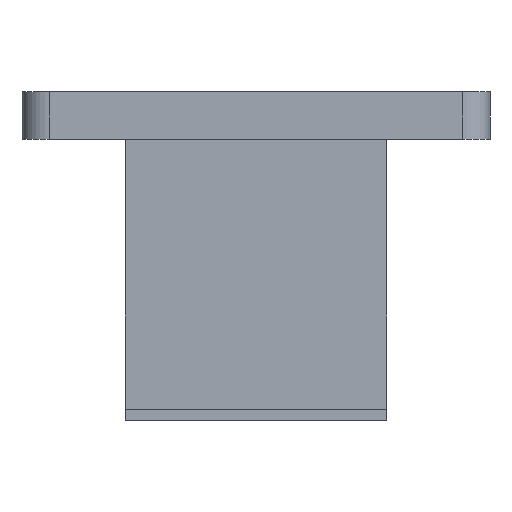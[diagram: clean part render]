
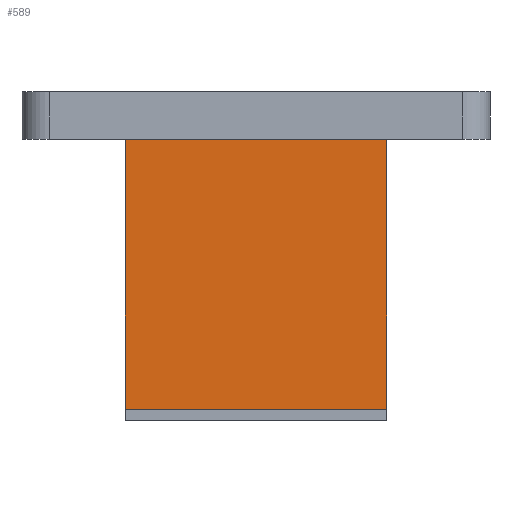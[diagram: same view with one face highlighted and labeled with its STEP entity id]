
A CAD part, front view. The second image highlights one B-rep face of the part: STEP entity #589.
In plain terms, the highlighted planar face has unit normal (0, -1, 0).
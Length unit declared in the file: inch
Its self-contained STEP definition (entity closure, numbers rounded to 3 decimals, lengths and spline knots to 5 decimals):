
#589 = ADVANCED_FACE ( 'NONE', ( #6023 ), #4431, .F. ) ;
#658 = DIRECTION ( 'NONE',  ( -1., 0., 0. ) ) ;
#770 = VECTOR ( 'NONE', #658, 39.37008 ) ;
#818 = CARTESIAN_POINT ( 'NONE',  ( 0.75, -0.37598, -1.82576 ) ) ;
#1315 = DIRECTION ( 'NONE',  ( -1., 0., 0. ) ) ;
#1410 = CARTESIAN_POINT ( 'NONE',  ( -0.75, -0.37598, -1.82576 ) ) ;
#1512 = CARTESIAN_POINT ( 'NONE',  ( -0.75, -0.37598, -5.45746 ) ) ;
#1665 = DIRECTION ( 'NONE',  ( 0., 0., 1. ) ) ;
#1848 = VECTOR ( 'NONE', #1315, 39.37008 ) ;
#1973 = DIRECTION ( 'NONE',  ( 0., 0., 1. ) ) ;
#2079 = ORIENTED_EDGE ( 'NONE', *, *, #3767, .T. ) ;
#2157 = ORIENTED_EDGE ( 'NONE', *, *, #3237, .T. ) ;
#2685 = LINE ( 'NONE', #1512, #3723 ) ;
#2712 = DIRECTION ( 'NONE',  ( 1., 0., 0. ) ) ;
#2837 = CARTESIAN_POINT ( 'NONE',  ( 0.75, -0.37598, -5.45746 ) ) ;
#3098 = ORIENTED_EDGE ( 'NONE', *, *, #3891, .F. ) ;
#3187 = CARTESIAN_POINT ( 'NONE',  ( -0.75, -0.37598, -0.275 ) ) ;
#3205 = CARTESIAN_POINT ( 'NONE',  ( 0.75, -0.37598, -1.82576 ) ) ;
#3211 = DIRECTION ( 'NONE',  ( 0., 1., 0. ) ) ;
#3237 = EDGE_CURVE ( 'NONE', #5064, #4936, #6614, .T. ) ;
#3275 = CARTESIAN_POINT ( 'NONE',  ( 0.75, -0.37598, -0.275 ) ) ;
#3354 = CARTESIAN_POINT ( 'NONE',  ( 0.75, -0.37598, -5.45746 ) ) ;
#3592 = LINE ( 'NONE', #818, #1848 ) ;
#3723 = VECTOR ( 'NONE', #1973, 39.37008 ) ;
#3767 = EDGE_CURVE ( 'NONE', #4763, #5064, #6537, .T. ) ;
#3891 = EDGE_CURVE ( 'NONE', #6426, #4936, #2685, .T. ) ;
#3973 = CARTESIAN_POINT ( 'NONE',  ( 0.75, -0.37598, -0.275 ) ) ;
#4358 = ORIENTED_EDGE ( 'NONE', *, *, #5983, .F. ) ;
#4431 = PLANE ( 'NONE',  #6846 ) ;
#4763 = VERTEX_POINT ( 'NONE', #3205 ) ;
#4936 = VERTEX_POINT ( 'NONE', #3187 ) ;
#5064 = VERTEX_POINT ( 'NONE', #3973 ) ;
#5311 = VECTOR ( 'NONE', #1665, 39.37008 ) ;
#5983 = EDGE_CURVE ( 'NONE', #4763, #6426, #3592, .T. ) ;
#6023 = FACE_OUTER_BOUND ( 'NONE', #6853, .T. ) ;
#6426 = VERTEX_POINT ( 'NONE', #1410 ) ;
#6537 = LINE ( 'NONE', #2837, #5311 ) ;
#6614 = LINE ( 'NONE', #3275, #770 ) ;
#6846 = AXIS2_PLACEMENT_3D ( 'NONE', #3354, #3211, #2712 ) ;
#6853 = EDGE_LOOP ( 'NONE', ( #4358, #2079, #2157, #3098 ) ) ;
